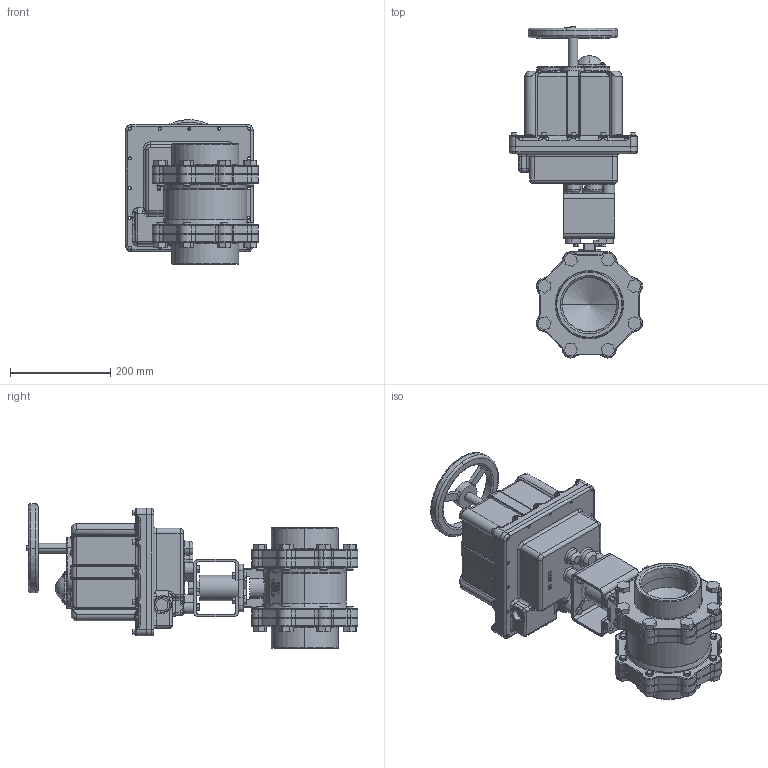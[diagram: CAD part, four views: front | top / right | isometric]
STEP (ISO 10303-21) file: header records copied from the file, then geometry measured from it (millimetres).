
FILE_DESCRIPTION (( 'STEP AP203' ), '1' );
FILE_NAME ('4700-400F_ER-20.STEP', '2017-11-17T17:49:58', ( '' ), ( '' ), 'SwSTEP 2.0', 'SolidWorks 2014', '' );
FILE_SCHEMA (( 'CONFIG_CONTROL_DESIGN' ));
Length unit declared in the file: inch
Products named in the file (1): 4700-400F_ER-20
Bounding box: 264.58 x 660.6 x 288.17 mm (x, y, z)
Surface area: 753009.9 mm2 (no closed solid volume)
Topology: 0 solids, 55 shells, 2065 faces, 6060 edges, 3916 vertices
Faces by surface type: cylinder 680, plane 589, bspline 455, cone 212, torus 123, sphere 6
Entity records: 102644 total; most frequent: CARTESIAN_POINT 52055, ORIENTED_EDGE 10408, DIRECTION 9861, EDGE_CURVE 6007, VERTEX_POINT 3916, AXIS2_PLACEMENT_3D 3685, VECTOR 2491, LINE 2491
